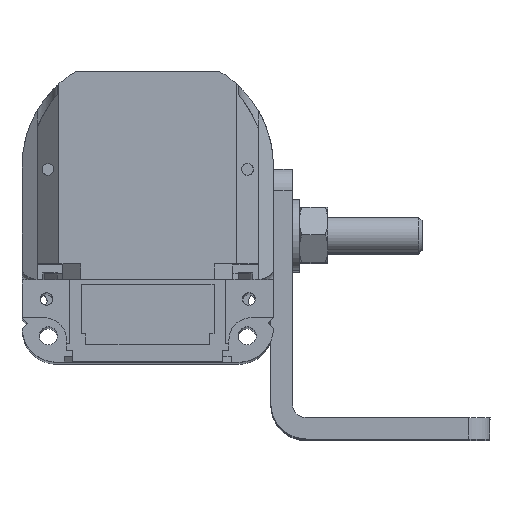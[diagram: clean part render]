
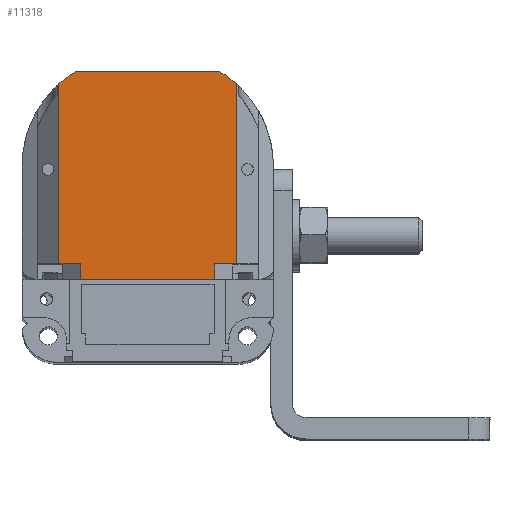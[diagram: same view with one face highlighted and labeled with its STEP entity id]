
A CAD part, top view. The second image highlights one B-rep face of the part: STEP entity #11318.
In plain terms, the highlighted planar face has unit normal (0, 0, 1).
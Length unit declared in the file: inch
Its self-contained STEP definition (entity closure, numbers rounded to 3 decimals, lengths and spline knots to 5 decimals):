
#48 = CARTESIAN_POINT ( 'NONE',  ( 2.93491, 3.58897, 10.27352 ) ) ;
#107 = DIRECTION ( 'NONE',  ( 0., 0., -1. ) ) ;
#218 = ORIENTED_EDGE ( 'NONE', *, *, #4604, .F. ) ;
#654 = EDGE_CURVE ( 'NONE', #12304, #18253, #14279, .T. ) ;
#1266 = CARTESIAN_POINT ( 'NONE',  ( 2.35232, 3.58897, 10.27352 ) ) ;
#1296 = ORIENTED_EDGE ( 'NONE', *, *, #21247, .F. ) ;
#1457 = VERTEX_POINT ( 'NONE', #12872 ) ;
#1583 = VECTOR ( 'NONE', #2232, 39.37008 ) ;
#2052 = CARTESIAN_POINT ( 'NONE',  ( 2.05299, 4.10897, 10.27352 ) ) ;
#2151 = DIRECTION ( 'NONE',  ( 0., 0., -1. ) ) ;
#2166 = AXIS2_PLACEMENT_3D ( 'NONE', #22272, #107, #24327 ) ;
#2231 = ORIENTED_EDGE ( 'NONE', *, *, #24039, .F. ) ;
#2232 = DIRECTION ( 'NONE',  ( 0., 1., 0. ) ) ;
#2400 = CARTESIAN_POINT ( 'NONE',  ( 2.05299, 4.10897, 10.27352 ) ) ;
#2593 = CARTESIAN_POINT ( 'NONE',  ( 2.35232, 3.04597, 10.27352 ) ) ;
#2765 = CARTESIAN_POINT ( 'NONE',  ( 2.93491, 4.03891, 10.27352 ) ) ;
#2775 = VECTOR ( 'NONE', #18958, 39.37008 ) ;
#2895 = EDGE_CURVE ( 'NONE', #1457, #12304, #20524, .T. ) ;
#4460 = ORIENTED_EDGE ( 'NONE', *, *, #4976, .T. ) ;
#4534 = CARTESIAN_POINT ( 'NONE',  ( 2.07565, 3.04597, 10.27352 ) ) ;
#4575 = EDGE_CURVE ( 'NONE', #5308, #19338, #6873, .T. ) ;
#4604 = EDGE_CURVE ( 'NONE', #18253, #5972, #25890, .T. ) ;
#4610 = VECTOR ( 'NONE', #18042, 39.37008 ) ;
#4976 = EDGE_CURVE ( 'NONE', #24654, #25910, #15697, .T. ) ;
#5046 = ORIENTED_EDGE ( 'NONE', *, *, #23068, .F. ) ;
#5308 = VERTEX_POINT ( 'NONE', #21579 ) ;
#5746 = VECTOR ( 'NONE', #12290, 39.37008 ) ;
#5972 = VERTEX_POINT ( 'NONE', #19777 ) ;
#6269 = CARTESIAN_POINT ( 'NONE',  ( 2.53798, 3.58897, 10.27352 ) ) ;
#6647 = DIRECTION ( 'NONE',  ( -1., 0., 0. ) ) ;
#6663 = VERTEX_POINT ( 'NONE', #19927 ) ;
#6873 = LINE ( 'NONE', #2593, #23027 ) ;
#6918 = LINE ( 'NONE', #12261, #1583 ) ;
#7336 = VECTOR ( 'NONE', #10216, 39.37008 ) ;
#8520 = CIRCLE ( 'NONE', #15559, 0.6 ) ;
#9733 = VECTOR ( 'NONE', #12760, 39.37008 ) ;
#10092 = ORIENTED_EDGE ( 'NONE', *, *, #4575, .F. ) ;
#10216 = DIRECTION ( 'NONE',  ( 0., -1., 0. ) ) ;
#11243 = FACE_OUTER_BOUND ( 'NONE', #21138, .T. ) ;
#11318 = ADVANCED_FACE ( 'NONE', ( #11243 ), #16053, .F. ) ;
#12042 = LINE ( 'NONE', #48, #7336 ) ;
#12049 = VERTEX_POINT ( 'NONE', #2765 ) ;
#12261 = CARTESIAN_POINT ( 'NONE',  ( 1.95539, 3.58897, 10.27352 ) ) ;
#12290 = DIRECTION ( 'NONE',  ( 0., 1., 0. ) ) ;
#12304 = VERTEX_POINT ( 'NONE', #14030 ) ;
#12760 = DIRECTION ( 'NONE',  ( -1., 0., 0. ) ) ;
#12872 = CARTESIAN_POINT ( 'NONE',  ( 2.81465, 2.96197, 10.27352 ) ) ;
#13784 = ORIENTED_EDGE ( 'NONE', *, *, #2895, .F. ) ;
#14030 = CARTESIAN_POINT ( 'NONE',  ( 2.07565, 2.96197, 10.27352 ) ) ;
#14279 = LINE ( 'NONE', #18525, #5746 ) ;
#14489 = CARTESIAN_POINT ( 'NONE',  ( 2.81465, 3.58897, 10.27352 ) ) ;
#14576 = DIRECTION ( 'NONE',  ( -1., 0., 0. ) ) ;
#14944 = CARTESIAN_POINT ( 'NONE',  ( 2.35232, 3.04597, 10.27352 ) ) ;
#15084 = ORIENTED_EDGE ( 'NONE', *, *, #18657, .F. ) ;
#15157 = CARTESIAN_POINT ( 'NONE',  ( 2.35232, 2.96197, 10.27352 ) ) ;
#15559 = AXIS2_PLACEMENT_3D ( 'NONE', #6269, #2151, #14576 ) ;
#15697 = LINE ( 'NONE', #2052, #4610 ) ;
#16036 = CIRCLE ( 'NONE', #16197, 0.6 ) ;
#16053 = PLANE ( 'NONE',  #2166 ) ;
#16197 = AXIS2_PLACEMENT_3D ( 'NONE', #1266, #25669, #17344 ) ;
#16241 = CARTESIAN_POINT ( 'NONE',  ( 2.81465, 3.04597, 10.27352 ) ) ;
#16542 = DIRECTION ( 'NONE',  ( 0., -1., 0. ) ) ;
#16757 = VECTOR ( 'NONE', #16542, 39.37008 ) ;
#17344 = DIRECTION ( 'NONE',  ( -1., 0., 0. ) ) ;
#18042 = DIRECTION ( 'NONE',  ( -1., 0., 0. ) ) ;
#18116 = CARTESIAN_POINT ( 'NONE',  ( 2.83732, 4.10897, 10.27352 ) ) ;
#18253 = VERTEX_POINT ( 'NONE', #4534 ) ;
#18363 = LINE ( 'NONE', #14489, #16757 ) ;
#18525 = CARTESIAN_POINT ( 'NONE',  ( 2.07565, 3.58897, 10.27352 ) ) ;
#18657 = EDGE_CURVE ( 'NONE', #12049, #5308, #12042, .T. ) ;
#18958 = DIRECTION ( 'NONE',  ( -1., 0., 0. ) ) ;
#19175 = ORIENTED_EDGE ( 'NONE', *, *, #654, .F. ) ;
#19338 = VERTEX_POINT ( 'NONE', #16241 ) ;
#19777 = CARTESIAN_POINT ( 'NONE',  ( 1.95539, 3.04597, 10.27352 ) ) ;
#19927 = CARTESIAN_POINT ( 'NONE',  ( 1.95539, 4.03891, 10.27352 ) ) ;
#20524 = LINE ( 'NONE', #15157, #9733 ) ;
#21138 = EDGE_LOOP ( 'NONE', ( #19175, #13784, #23698, #10092, #15084, #5046, #4460, #1296, #2231, #218 ) ) ;
#21247 = EDGE_CURVE ( 'NONE', #6663, #25910, #16036, .T. ) ;
#21579 = CARTESIAN_POINT ( 'NONE',  ( 2.93491, 3.04597, 10.27352 ) ) ;
#22272 = CARTESIAN_POINT ( 'NONE',  ( 2.35232, 3.58897, 10.27352 ) ) ;
#23027 = VECTOR ( 'NONE', #6647, 39.37008 ) ;
#23068 = EDGE_CURVE ( 'NONE', #24654, #12049, #8520, .T. ) ;
#23137 = EDGE_CURVE ( 'NONE', #19338, #1457, #18363, .T. ) ;
#23698 = ORIENTED_EDGE ( 'NONE', *, *, #23137, .F. ) ;
#24039 = EDGE_CURVE ( 'NONE', #5972, #6663, #6918, .T. ) ;
#24327 = DIRECTION ( 'NONE',  ( -1., 0., 0. ) ) ;
#24654 = VERTEX_POINT ( 'NONE', #18116 ) ;
#25669 = DIRECTION ( 'NONE',  ( 0., 0., -1. ) ) ;
#25890 = LINE ( 'NONE', #14944, #2775 ) ;
#25910 = VERTEX_POINT ( 'NONE', #2400 ) ;
